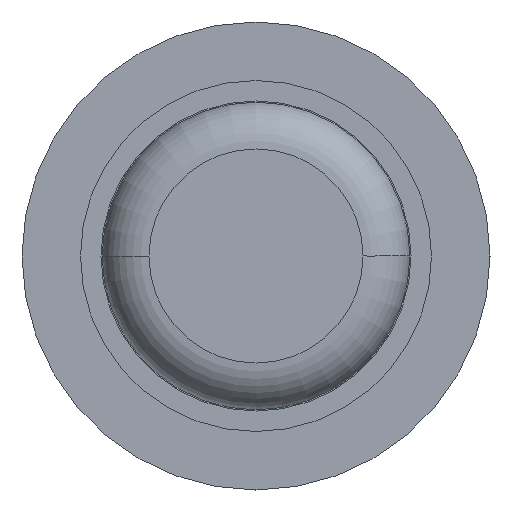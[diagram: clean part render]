
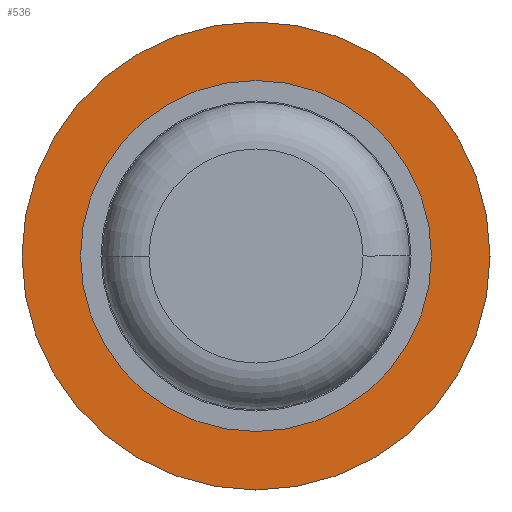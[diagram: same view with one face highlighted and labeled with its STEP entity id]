
A CAD part, front view. The second image highlights one B-rep face of the part: STEP entity #536.
In plain terms, the highlighted planar face has unit normal (0, -1, 0).
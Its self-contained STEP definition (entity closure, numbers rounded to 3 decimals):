
#11 = EDGE_CURVE ( 'Defeature ausgef�hrt1_12+Defeature ausgef�hrt1_11+Defeature ausgef�hrt1_11+Defeature ausgef�hrt1_11', #1276, #732, #3142, .T. ) ;
#64 = DIRECTION ( 'NONE',  ( 0., -1., 0. ) ) ;
#194 = CIRCLE ( 'NONE', #943, 2. ) ;
#211 = AXIS2_PLACEMENT_3D ( 'NONE', #1054, #64, #3927 ) ;
#273 = EDGE_LOOP ( 'NONE', ( #3526, #635 ) ) ;
#380 = EDGE_LOOP ( 'NONE', ( #2013, #2173 ) ) ;
#407 = CARTESIAN_POINT ( 'NONE',  ( 0., 32.3, 0. ) ) ;
#449 = CARTESIAN_POINT ( 'NONE',  ( 0., 32.3, 0. ) ) ;
#486 = DIRECTION ( 'NONE',  ( 0., -1., 0. ) ) ;
#536 = ADVANCED_FACE ( 'Defeature ausgef�hrt1_12', ( #2777, #3297 ), #2446, .T. ) ;
#566 = DIRECTION ( 'NONE',  ( 0., -1., 0. ) ) ;
#635 = ORIENTED_EDGE ( 'NONE', *, *, #11, .T. ) ;
#732 = VERTEX_POINT ( 'NONE', #4202 ) ;
#762 = CARTESIAN_POINT ( 'NONE',  ( 0., 32.3, 0.9 ) ) ;
#783 = DIRECTION ( 'NONE',  ( 0., 0., -1. ) ) ;
#943 = AXIS2_PLACEMENT_3D ( 'NONE', #407, #3324, #2009 ) ;
#954 = CIRCLE ( 'NONE', #211, 0.9 ) ;
#1054 = CARTESIAN_POINT ( 'NONE',  ( 0., 32.3, 0. ) ) ;
#1070 = CIRCLE ( 'NONE', #2522, 0.9 ) ;
#1177 = DIRECTION ( 'NONE',  ( 0., 0., -1. ) ) ;
#1276 = VERTEX_POINT ( 'NONE', #1285 ) ;
#1285 = CARTESIAN_POINT ( 'NONE',  ( 0., 32.3, 2. ) ) ;
#1299 = EDGE_CURVE ( 'Defeature ausgef�hrt1_12+Defeature ausgef�hrt1_11+Defeature ausgef�hrt1_11+Defeature ausgef�hrt1_11', #732, #1276, #194, .T. ) ;
#1530 = EDGE_CURVE ( 'Defeature ausgef�hrt1_9+Defeature ausgef�hrt1_12+Defeature ausgef�hrt1_12+Defeature ausgef�hrt1_12', #3436, #4086, #954, .T. ) ;
#1864 = CARTESIAN_POINT ( 'NONE',  ( 0., 32.3, 0. ) ) ;
#2009 = DIRECTION ( 'NONE',  ( 0., 0., -1. ) ) ;
#2013 = ORIENTED_EDGE ( 'NONE', *, *, #1530, .F. ) ;
#2173 = ORIENTED_EDGE ( 'NONE', *, *, #3285, .F. ) ;
#2425 = DIRECTION ( 'NONE',  ( 0., -1., 0. ) ) ;
#2446 = PLANE ( 'NONE',  #3681 ) ;
#2460 = CARTESIAN_POINT ( 'NONE',  ( 2., 32.3, 0. ) ) ;
#2522 = AXIS2_PLACEMENT_3D ( 'NONE', #449, #2425, #783 ) ;
#2777 = FACE_OUTER_BOUND ( 'NONE', #273, .T. ) ;
#3142 = CIRCLE ( 'NONE', #3651, 2. ) ;
#3285 = EDGE_CURVE ( 'Defeature ausgef�hrt1_9+Defeature ausgef�hrt1_12+Defeature ausgef�hrt1_12+Defeature ausgef�hrt1_12', #4086, #3436, #1070, .T. ) ;
#3297 = FACE_BOUND ( 'NONE', #380, .T. ) ;
#3324 = DIRECTION ( 'NONE',  ( 0., -1., 0. ) ) ;
#3436 = VERTEX_POINT ( 'NONE', #3699 ) ;
#3526 = ORIENTED_EDGE ( 'NONE', *, *, #1299, .T. ) ;
#3651 = AXIS2_PLACEMENT_3D ( 'NONE', #1864, #566, #1177 ) ;
#3681 = AXIS2_PLACEMENT_3D ( 'NONE', #2460, #486, #3715 ) ;
#3699 = CARTESIAN_POINT ( 'NONE',  ( 0., 32.3, -0.9 ) ) ;
#3715 = DIRECTION ( 'NONE',  ( 0., 0., -1. ) ) ;
#3927 = DIRECTION ( 'NONE',  ( 0., 0., -1. ) ) ;
#4086 = VERTEX_POINT ( 'NONE', #762 ) ;
#4202 = CARTESIAN_POINT ( 'NONE',  ( 0., 32.3, -2. ) ) ;
